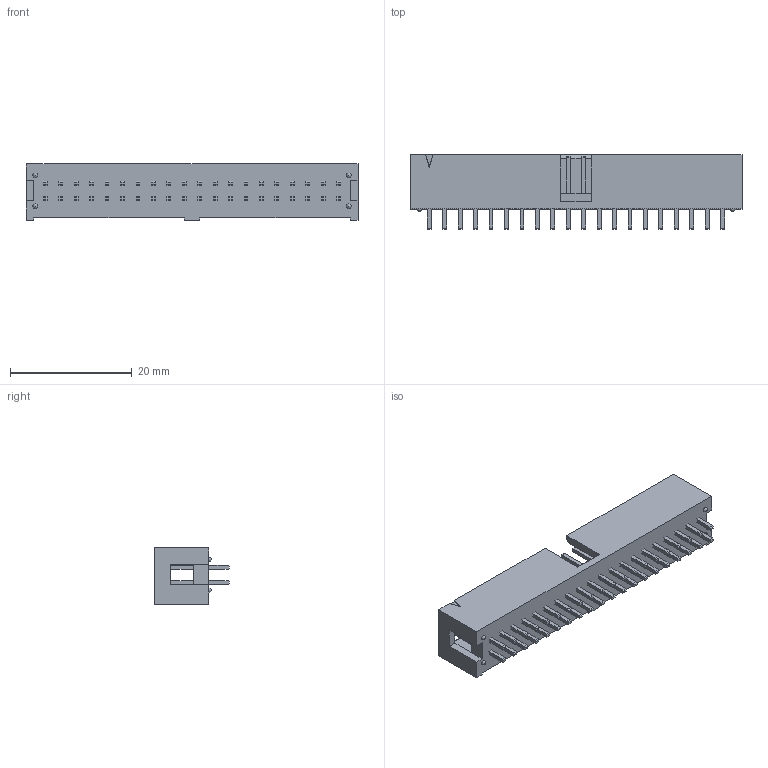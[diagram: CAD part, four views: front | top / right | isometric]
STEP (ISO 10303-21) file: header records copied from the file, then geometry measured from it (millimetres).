
FILE_DESCRIPTION(/* description */ ('STEP AP214'),/* implementation_level */ '2;1');
FILE_NAME(/* name */ 'TSS-120-01-L-D',/* time_stamp */ '2022-09-03T21:40:15+02:00',/* author */ ('License CC BY-ND 4.0'),/* organization */ ('CADENAS'),/* preprocessor_version */ 'ST-DEVELOPER v18.102',/* originating_system */ 'PARTsolutions',/* authorisation */ ' ');
FILE_SCHEMA (('AUTOMOTIVE_DESIGN {1 0 10303 214 3 1 1}'));
Length unit declared in the file: inch
Products named in the file (4): TSS-120-01-L-D; T-1S6-20-01-D__; TSS-First_Position_Indicator; TSS-120-01-D_header
Assembly tree (3 placements, depth 2):
  TSS-120-01-L-D
    T-1S6-20-01-D__
    TSS-First_Position_Indicator
    TSS-120-01-D_header
Bounding box: 54.61 x 12.19 x 9.27 mm (x, y, z)
Volume: 2395 mm3; surface area: 4287.9 mm2
Topology: 3 solids, 3 shells, 530 faces, 1578 edges, 1050 vertices
Faces by surface type: plane 526, sphere 4
Entity records: 17419 total; most frequent: CARTESIAN_POINT 3142, ORIENTED_EDGE 3132, DIRECTION 2638, EDGE_CURVE 1566, LINE 1562, VECTOR 1562, VERTEX_POINT 1042, AXIS2_PLACEMENT_3D 538
